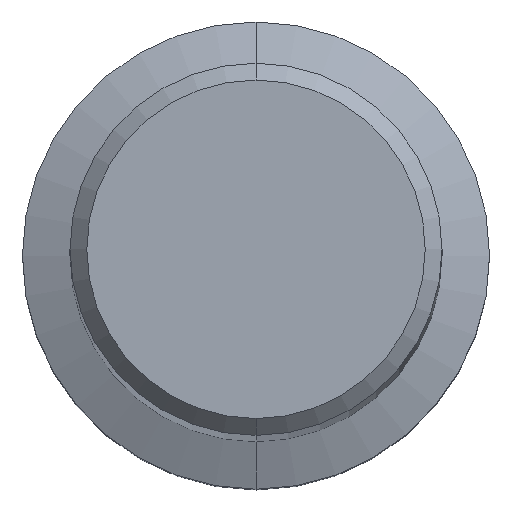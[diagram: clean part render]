
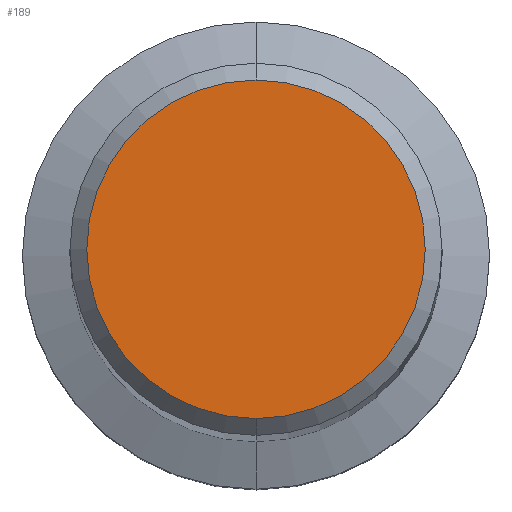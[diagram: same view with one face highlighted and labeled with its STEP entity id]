
A CAD part, top view. The second image highlights one B-rep face of the part: STEP entity #189.
In plain terms, the highlighted planar face has unit normal (0, 0, 1).
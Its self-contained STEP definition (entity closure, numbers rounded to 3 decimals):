
#189=ADVANCED_FACE('',(#399),#400,.T.);
#219=EDGE_CURVE('',#255,#243,#436,.T.);
#231=EDGE_CURVE('',#243,#255,#449,.T.);
#243=VERTEX_POINT('',#461);
#255=VERTEX_POINT('',#473);
#399=FACE_OUTER_BOUND('',#637,.T.);
#400=PLANE('',#638);
#436=CIRCLE('',#685,8.05);
#449=CIRCLE('',#702,8.05);
#461=CARTESIAN_POINT('',(0.,-8.05,0.0));
#473=CARTESIAN_POINT('',(0.0,8.05,0.0));
#637=EDGE_LOOP('',(#900,#901));
#638=AXIS2_PLACEMENT_3D('',#902,#903,#904);
#685=AXIS2_PLACEMENT_3D('',#966,#967,#968);
#702=AXIS2_PLACEMENT_3D('',#981,#982,#983);
#900=ORIENTED_EDGE('',*,*,#219,.F.);
#901=ORIENTED_EDGE('',*,*,#231,.F.);
#902=CARTESIAN_POINT('',(0.0,4.025,0.0));
#903=DIRECTION('',(-0.0,0.0,1.0));
#904=DIRECTION('',(0.0,-1.0,0.0));
#966=CARTESIAN_POINT('',(0.0,0.0,0.0));
#967=DIRECTION('',(0.0,0.0,-1.0));
#968=DIRECTION('',(0.0,1.0,0.0));
#981=CARTESIAN_POINT('',(0.0,0.0,0.0));
#982=DIRECTION('',(0.0,0.0,-1.0));
#983=DIRECTION('',(0.0,1.0,0.0));
